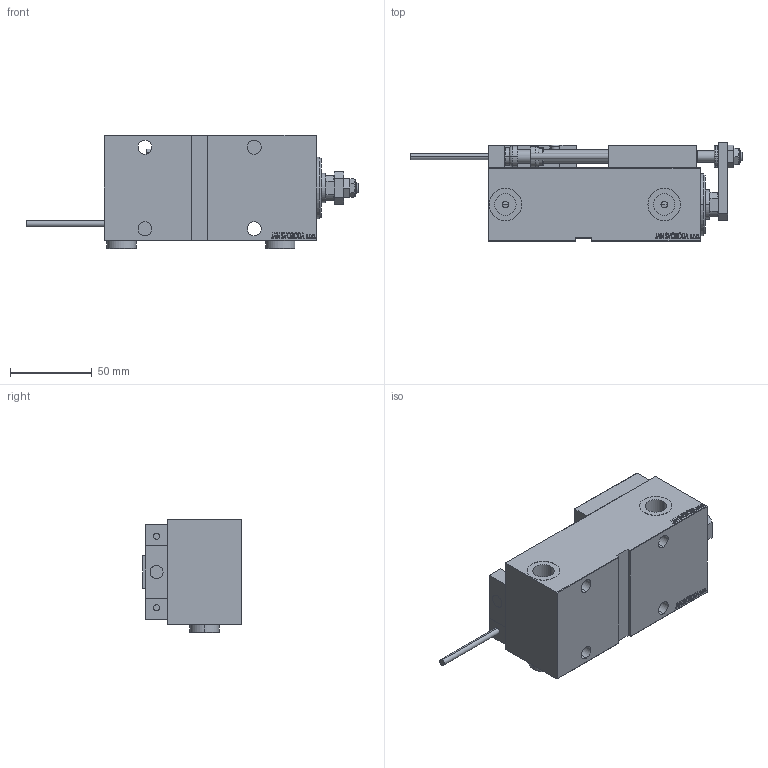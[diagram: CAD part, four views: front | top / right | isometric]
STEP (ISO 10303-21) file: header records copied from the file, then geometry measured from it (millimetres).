
FILE_DESCRIPTION (( 'STEP AP203' ), '1' );
FILE_NAME ('7594.STEP', '2024-02-13T05:45:37', ( '' ), ( '' ), 'SwSTEP 2.0', 'SolidWorks 2019', '' );
FILE_SCHEMA (( 'CONFIG_CONTROL_DESIGN' ));
Length unit declared in the file: millimetre
Products named in the file (17): 7594; SWITCH X dd7911cea4d38a4a8a93c19757208ccc; NUT_D10 dd7911cea4d38a4a8a93c19757208ccc; V450CM_VC_B dd7911cea4d38a4a8a93c19757208ccc; TYC_L79 dd7911cea4d38a4a8a93c19757208ccc; KONCOVKA dd7911cea4d38a4a8a93c19757208ccc; MAGNET dd7911cea4d38a4a8a93c19757208ccc; NUT_D12 dd7911cea4d38a4a8a93c19757208ccc; SWITCH DIM B,W dd7911cea4d38a4a8a93c19757208ccc; Block dd7911cea4d38a4a8a93c19757208ccc; ALLEN BOLT D8 dd7911cea4d38a4a8a93c19757208ccc; ZARAZKA dd7911cea4d38a4a8a93c19757208ccc; ALLEN BOLT D5 dd7911cea4d38a4a8a93c19757208ccc; V450CM_E_VCP dd7911cea4d38a4a8a93c19757208ccc; V450CM_E_Body dd7911cea4d38a4a8a93c19757208ccc; Zatka_OIL_PORT dd7911cea4d38a4a8a93c19757208ccc; SWITCH_X_FRONT_BACK dd7911cea4d38a4a8a93c19757208ccc
Assembly tree (27 placements, depth 3):
  7594
    V450CM_E_Body dd7911cea4d38a4a8a93c19757208ccc
    V450CM_E_VCP dd7911cea4d38a4a8a93c19757208ccc
    V450CM_VC_B dd7911cea4d38a4a8a93c19757208ccc
    SWITCH X dd7911cea4d38a4a8a93c19757208ccc
      SWITCH_X_FRONT_BACK dd7911cea4d38a4a8a93c19757208ccc  x2
      TYC_L79 dd7911cea4d38a4a8a93c19757208ccc
      Block dd7911cea4d38a4a8a93c19757208ccc  x2
      ALLEN BOLT D5 dd7911cea4d38a4a8a93c19757208ccc  x4
      ALLEN BOLT D8 dd7911cea4d38a4a8a93c19757208ccc  x4
      MAGNET dd7911cea4d38a4a8a93c19757208ccc  x2
      KONCOVKA dd7911cea4d38a4a8a93c19757208ccc  x2
    SWITCH DIM B,W dd7911cea4d38a4a8a93c19757208ccc
    ZARAZKA dd7911cea4d38a4a8a93c19757208ccc
    NUT_D10 dd7911cea4d38a4a8a93c19757208ccc
    NUT_D12 dd7911cea4d38a4a8a93c19757208ccc
    Zatka_OIL_PORT dd7911cea4d38a4a8a93c19757208ccc  x2
Bounding box: 203.7 x 60.5 x 69.9 mm (x, y, z)
Volume: 394861.4 mm3; surface area: 92984.7 mm2
Topology: 26 solids, 26 shells, 1347 faces, 3220 edges, 2054 vertices
Faces by surface type: plane 604, bspline 380, cylinder 198, cone 117, torus 44, sphere 4
Entity records: 51390 total; most frequent: CARTESIAN_POINT 25810, ORIENTED_EDGE 5380, DIRECTION 3673, EDGE_CURVE 2690, VERTEX_POINT 1754, VECTOR 1559, LINE 1559, EDGE_LOOP 1244
